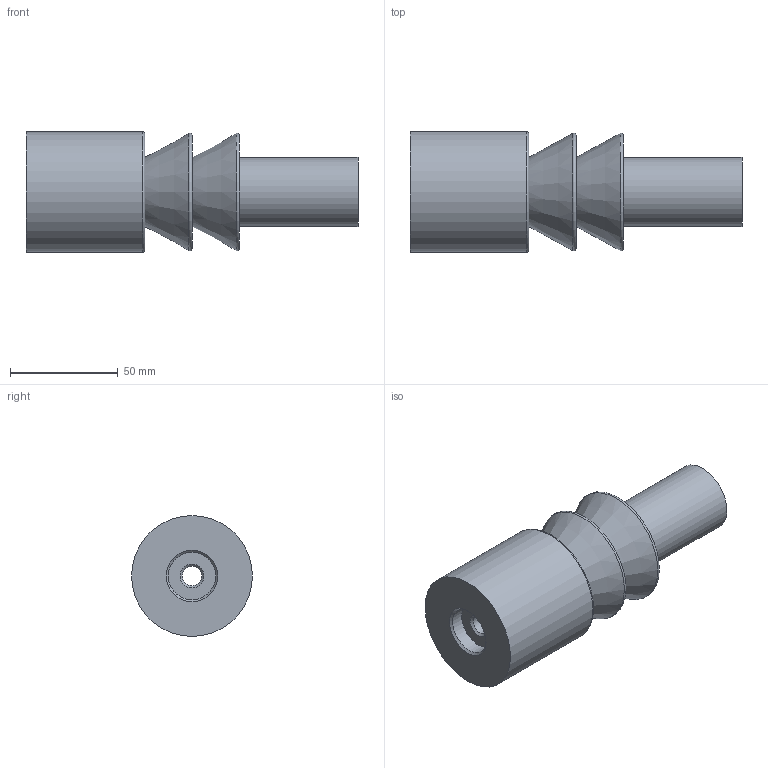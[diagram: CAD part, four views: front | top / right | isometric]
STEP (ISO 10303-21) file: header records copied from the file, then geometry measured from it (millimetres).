
FILE_DESCRIPTION(/* description */ (''),/* implementation_level */ '2;1');
FILE_NAME(/* name */ 'Split Roller v1.step',/* time_stamp */ '2020-04-14T09:46:30-04:00',/* author */ (''),/* organization */ (''),/* preprocessor_version */ 'ST-DEVELOPER v18',/* originating_system */ 'Autodesk Translation Framework v8.12.0.6',/* authorisation */ '');
FILE_SCHEMA (('AUTOMOTIVE_DESIGN { 1 0 10303 214 3 1 1 }'));
Length unit declared in the file: millimetre
Products named in the file (1): Split Roller
Bounding box: 153.89 x 56 x 56 mm (x, y, z)
Volume: 231016.5 mm3; surface area: 37527 mm2
Topology: 2 solids, 2 shells, 31 faces, 78 edges, 57 vertices
Faces by surface type: cone 10, plane 10, cylinder 8, torus 3
Full cylindrical faces by diameter (mm): 9 x2, 22 x4, 32 x1, 56 x1
Entity records: 1032 total; most frequent: DIRECTION 202, CARTESIAN_POINT 167, ORIENTED_EDGE 156, AXIS2_PLACEMENT_3D 92, EDGE_CURVE 78, CIRCLE 60, VERTEX_POINT 57, EDGE_LOOP 41
